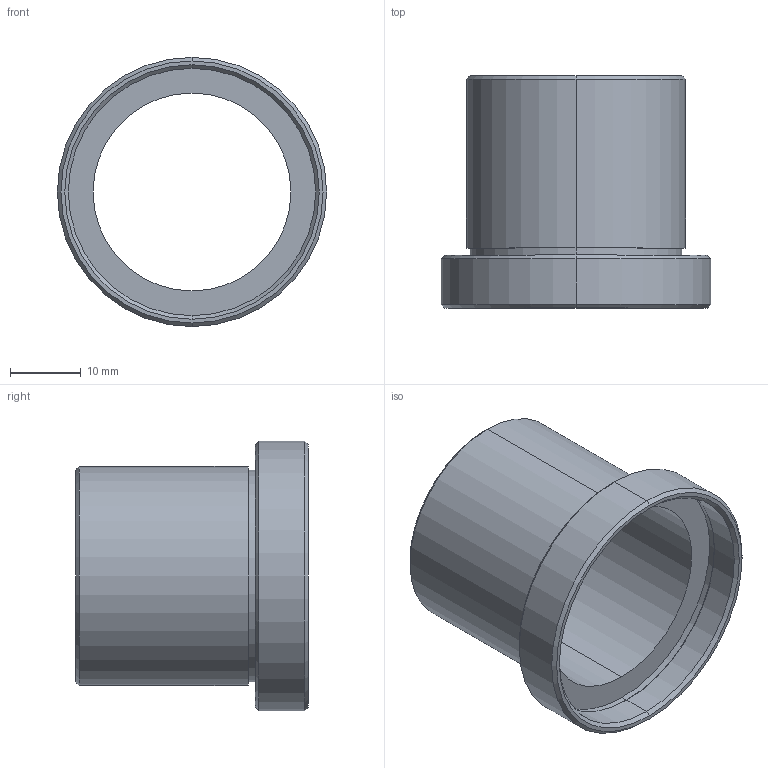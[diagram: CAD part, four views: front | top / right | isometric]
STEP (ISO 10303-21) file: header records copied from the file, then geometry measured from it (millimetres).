
FILE_DESCRIPTION (( 'STEP AP203' ), '1' );
FILE_NAME ('505003.STEP', '2019-09-12T03:21:02', ( '' ), ( '' ), 'SwSTEP 2.0', 'SolidWorks 2016', '' );
FILE_SCHEMA (( 'CONFIG_CONTROL_DESIGN' ));
Length unit declared in the file: millimetre
Products named in the file (2): 505003
Bounding box: 38.1 x 32.9 x 38.1 mm (x, y, z)
Volume: 5432.9 mm3; surface area: 7393.5 mm2
Topology: 1 solids, 1 shells, 28 faces, 56 edges, 34 vertices
Faces by surface type: cylinder 12, cone 10, plane 6
Entity records: 893 total; most frequent: DIRECTION 150, CARTESIAN_POINT 120, ORIENTED_EDGE 112, AXIS2_PLACEMENT_3D 64, EDGE_CURVE 56, EDGE_LOOP 34, VERTEX_POINT 34, CIRCLE 34
